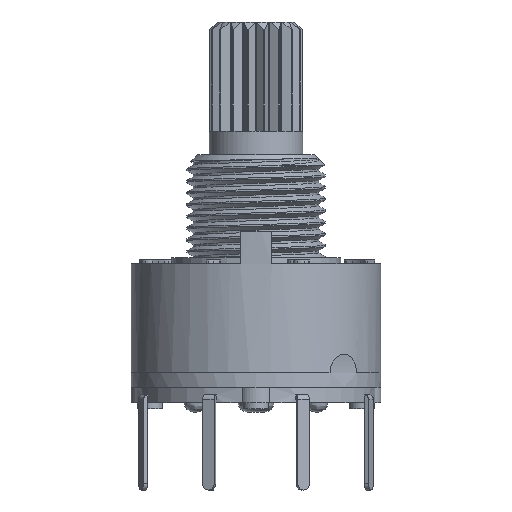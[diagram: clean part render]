
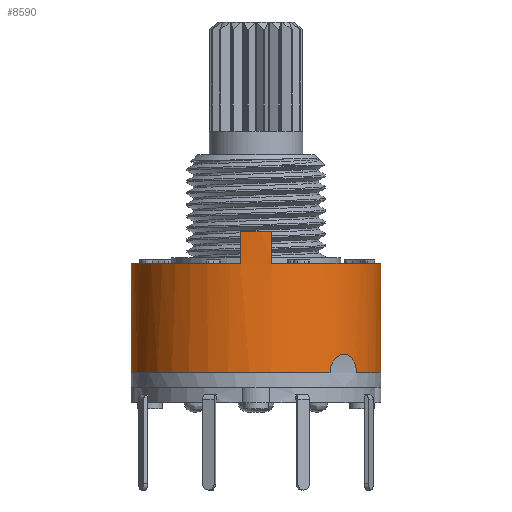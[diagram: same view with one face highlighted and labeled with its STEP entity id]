
A CAD part, left-side view. The second image highlights one B-rep face of the part: STEP entity #8590.
In plain terms, the highlighted cylindrical face has radius 8 mm (diameter 16 mm), a full revolution.
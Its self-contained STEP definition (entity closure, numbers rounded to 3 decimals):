
#239=B_SPLINE_CURVE_WITH_KNOTS('',3,(#12966,#12967,#12968,#12969,#12970,
#12971,#12972,#12973,#12974,#12975),.UNSPECIFIED.,.F.,.F.,(4,2,2,2,4),(0.,
0.045,0.091,0.136,0.181),
 .UNSPECIFIED.);
#240=B_SPLINE_CURVE_WITH_KNOTS('',3,(#12979,#12980,#12981,#12982,#12983,
#12984,#12985,#12986,#12987,#12988),.UNSPECIFIED.,.F.,.F.,(4,2,2,2,4),(0.181,
0.226,0.272,0.317,0.362),
 .UNSPECIFIED.);
#1020=FACE_OUTER_BOUND('',#1544,.T.);
#1544=EDGE_LOOP('',(#6480,#6481,#6482,#6483,#6484,#6485,#6486,#6487,#6488,
#6489,#6490,#6491,#6492,#6493,#6494,#6495,#6496,#6497,#6498,#6499,#6500,
#6501,#6502));
#2165=LINE('',#13002,#2853);
#2166=LINE('',#13006,#2854);
#2167=LINE('',#13025,#2855);
#2853=VECTOR('',#10392,10.);
#2854=VECTOR('',#10395,10.);
#2855=VECTOR('',#10414,8.);
#3371=CIRCLE('',#9216,8.);
#3372=CIRCLE('',#9217,8.);
#3373=CIRCLE('',#9218,8.);
#3374=CIRCLE('',#9219,8.);
#3375=CIRCLE('',#9220,8.);
#3376=CIRCLE('',#9221,8.);
#3377=CIRCLE('',#9222,8.);
#3378=CIRCLE('',#9223,8.);
#3379=CIRCLE('',#9224,8.);
#3380=CIRCLE('',#9225,8.);
#3381=CIRCLE('',#9226,8.);
#3382=CIRCLE('',#9227,8.);
#3383=CIRCLE('',#9228,8.);
#3384=CIRCLE('',#9229,8.);
#3385=CIRCLE('',#9230,8.);
#3386=CIRCLE('',#9231,8.);
#3387=CIRCLE('',#9232,8.);
#3797=VERTEX_POINT('',#12964);
#3798=VERTEX_POINT('',#12965);
#3799=VERTEX_POINT('',#12977);
#3800=VERTEX_POINT('',#12990);
#3801=VERTEX_POINT('',#12991);
#3802=VERTEX_POINT('',#12993);
#3803=VERTEX_POINT('',#12995);
#3804=VERTEX_POINT('',#12997);
#3805=VERTEX_POINT('',#12999);
#3806=VERTEX_POINT('',#13001);
#3807=VERTEX_POINT('',#13003);
#3808=VERTEX_POINT('',#13005);
#3809=VERTEX_POINT('',#13007);
#3810=VERTEX_POINT('',#13009);
#3811=VERTEX_POINT('',#13011);
#3812=VERTEX_POINT('',#13013);
#3813=VERTEX_POINT('',#13015);
#3814=VERTEX_POINT('',#13017);
#3815=VERTEX_POINT('',#13019);
#3816=VERTEX_POINT('',#13021);
#3817=VERTEX_POINT('',#13024);
#4794=EDGE_CURVE('',#3797,#3798,#239,.T.);
#4797=EDGE_CURVE('',#3798,#3799,#240,.T.);
#4798=EDGE_CURVE('',#3800,#3801,#3371,.T.);
#4799=EDGE_CURVE('',#3802,#3800,#3372,.T.);
#4800=EDGE_CURVE('',#3803,#3802,#3373,.T.);
#4801=EDGE_CURVE('',#3804,#3803,#3374,.T.);
#4802=EDGE_CURVE('',#3805,#3804,#3375,.T.);
#4803=EDGE_CURVE('',#3805,#3806,#2165,.T.);
#4804=EDGE_CURVE('',#3807,#3806,#3376,.T.);
#4805=EDGE_CURVE('',#3808,#3807,#2166,.T.);
#4806=EDGE_CURVE('',#3809,#3808,#3377,.T.);
#4807=EDGE_CURVE('',#3810,#3809,#3378,.T.);
#4808=EDGE_CURVE('',#3811,#3810,#3379,.T.);
#4809=EDGE_CURVE('',#3812,#3811,#3380,.T.);
#4810=EDGE_CURVE('',#3813,#3812,#3381,.T.);
#4811=EDGE_CURVE('',#3814,#3813,#3382,.T.);
#4812=EDGE_CURVE('',#3815,#3814,#3383,.T.);
#4813=EDGE_CURVE('',#3816,#3815,#3384,.T.);
#4814=EDGE_CURVE('',#3801,#3816,#3385,.T.);
#4815=EDGE_CURVE('',#3801,#3817,#2167,.T.);
#4816=EDGE_CURVE('',#3817,#3797,#3386,.T.);
#4817=EDGE_CURVE('',#3799,#3817,#3387,.T.);
#6480=ORIENTED_EDGE('',*,*,#4798,.F.);
#6481=ORIENTED_EDGE('',*,*,#4799,.F.);
#6482=ORIENTED_EDGE('',*,*,#4800,.F.);
#6483=ORIENTED_EDGE('',*,*,#4801,.F.);
#6484=ORIENTED_EDGE('',*,*,#4802,.F.);
#6485=ORIENTED_EDGE('',*,*,#4803,.T.);
#6486=ORIENTED_EDGE('',*,*,#4804,.F.);
#6487=ORIENTED_EDGE('',*,*,#4805,.F.);
#6488=ORIENTED_EDGE('',*,*,#4806,.F.);
#6489=ORIENTED_EDGE('',*,*,#4807,.F.);
#6490=ORIENTED_EDGE('',*,*,#4808,.F.);
#6491=ORIENTED_EDGE('',*,*,#4809,.F.);
#6492=ORIENTED_EDGE('',*,*,#4810,.F.);
#6493=ORIENTED_EDGE('',*,*,#4811,.F.);
#6494=ORIENTED_EDGE('',*,*,#4812,.F.);
#6495=ORIENTED_EDGE('',*,*,#4813,.F.);
#6496=ORIENTED_EDGE('',*,*,#4814,.F.);
#6497=ORIENTED_EDGE('',*,*,#4815,.T.);
#6498=ORIENTED_EDGE('',*,*,#4816,.T.);
#6499=ORIENTED_EDGE('',*,*,#4794,.T.);
#6500=ORIENTED_EDGE('',*,*,#4797,.T.);
#6501=ORIENTED_EDGE('',*,*,#4817,.T.);
#6502=ORIENTED_EDGE('',*,*,#4815,.F.);
#8367=CYLINDRICAL_SURFACE('',#9215,8.);
#8590=ADVANCED_FACE('',(#1020),#8367,.T.);
#9215=AXIS2_PLACEMENT_3D('',#12989,#10380,#10381);
#9216=AXIS2_PLACEMENT_3D('',#12992,#10382,#10383);
#9217=AXIS2_PLACEMENT_3D('',#12994,#10384,#10385);
#9218=AXIS2_PLACEMENT_3D('',#12996,#10386,#10387);
#9219=AXIS2_PLACEMENT_3D('',#12998,#10388,#10389);
#9220=AXIS2_PLACEMENT_3D('',#13000,#10390,#10391);
#9221=AXIS2_PLACEMENT_3D('',#13004,#10393,#10394);
#9222=AXIS2_PLACEMENT_3D('',#13008,#10396,#10397);
#9223=AXIS2_PLACEMENT_3D('',#13010,#10398,#10399);
#9224=AXIS2_PLACEMENT_3D('',#13012,#10400,#10401);
#9225=AXIS2_PLACEMENT_3D('',#13014,#10402,#10403);
#9226=AXIS2_PLACEMENT_3D('',#13016,#10404,#10405);
#9227=AXIS2_PLACEMENT_3D('',#13018,#10406,#10407);
#9228=AXIS2_PLACEMENT_3D('',#13020,#10408,#10409);
#9229=AXIS2_PLACEMENT_3D('',#13022,#10410,#10411);
#9230=AXIS2_PLACEMENT_3D('',#13023,#10412,#10413);
#9231=AXIS2_PLACEMENT_3D('',#13026,#10415,#10416);
#9232=AXIS2_PLACEMENT_3D('',#13027,#10417,#10418);
#10380=DIRECTION('center_axis',(0.,0.,1.));
#10381=DIRECTION('ref_axis',(-1.,0.,0.));
#10382=DIRECTION('center_axis',(0.,0.,1.));
#10383=DIRECTION('ref_axis',(-1.,0.,0.));
#10384=DIRECTION('center_axis',(0.,0.,1.));
#10385=DIRECTION('ref_axis',(-1.,0.,0.));
#10386=DIRECTION('center_axis',(0.,0.,1.));
#10387=DIRECTION('ref_axis',(-1.,0.,0.));
#10388=DIRECTION('center_axis',(0.,0.,1.));
#10389=DIRECTION('ref_axis',(-1.,0.,0.));
#10390=DIRECTION('center_axis',(0.,0.,1.));
#10391=DIRECTION('ref_axis',(-1.,0.,0.));
#10392=DIRECTION('',(0.,0.,1.));
#10393=DIRECTION('center_axis',(0.,0.,1.));
#10394=DIRECTION('ref_axis',(-0.992,0.125,0.));
#10395=DIRECTION('',(0.,0.,1.));
#10396=DIRECTION('center_axis',(0.,0.,1.));
#10397=DIRECTION('ref_axis',(-1.,0.,0.));
#10398=DIRECTION('center_axis',(0.,0.,1.));
#10399=DIRECTION('ref_axis',(-1.,0.,0.));
#10400=DIRECTION('center_axis',(0.,0.,1.));
#10401=DIRECTION('ref_axis',(-1.,0.,0.));
#10402=DIRECTION('center_axis',(0.,0.,1.));
#10403=DIRECTION('ref_axis',(-1.,0.,0.));
#10404=DIRECTION('center_axis',(0.,0.,1.));
#10405=DIRECTION('ref_axis',(-1.,0.,0.));
#10406=DIRECTION('center_axis',(0.,0.,1.));
#10407=DIRECTION('ref_axis',(-1.,0.,0.));
#10408=DIRECTION('center_axis',(0.,0.,1.));
#10409=DIRECTION('ref_axis',(-1.,0.,0.));
#10410=DIRECTION('center_axis',(0.,0.,1.));
#10411=DIRECTION('ref_axis',(-1.,0.,0.));
#10412=DIRECTION('center_axis',(0.,0.,1.));
#10413=DIRECTION('ref_axis',(-1.,0.,0.));
#10414=DIRECTION('',(0.,0.,-1.));
#10415=DIRECTION('center_axis',(0.,0.,1.));
#10416=DIRECTION('ref_axis',(-1.,0.,0.));
#10417=DIRECTION('center_axis',(0.,0.,1.));
#10418=DIRECTION('ref_axis',(-1.,0.,0.));
#12964=CARTESIAN_POINT('',(-6.441,-4.744,2.5));
#12965=CARTESIAN_POINT('',(-5.657,-5.657,3.7));
#12966=CARTESIAN_POINT('Ctrl Pts',(-6.441,-4.744,
2.5));
#12967=CARTESIAN_POINT('Ctrl Pts',(-6.441,-4.744,
2.651));
#12968=CARTESIAN_POINT('Ctrl Pts',(-6.423,-4.769,
2.812));
#12969=CARTESIAN_POINT('Ctrl Pts',(-6.349,-4.868,
3.107));
#12970=CARTESIAN_POINT('Ctrl Pts',(-6.292,-4.942,
3.242));
#12971=CARTESIAN_POINT('Ctrl Pts',(-6.158,-5.108,
3.455));
#12972=CARTESIAN_POINT('Ctrl Pts',(-6.071,-5.212,
3.547));
#12973=CARTESIAN_POINT('Ctrl Pts',(-5.874,-5.433,
3.67));
#12974=CARTESIAN_POINT('Ctrl Pts',(-5.764,-5.55,3.7));
#12975=CARTESIAN_POINT('Ctrl Pts',(-5.657,-5.657,
3.7));
#12977=CARTESIAN_POINT('',(-4.744,-6.441,2.5));
#12979=CARTESIAN_POINT('Ctrl Pts',(-5.657,-5.657,
3.7));
#12980=CARTESIAN_POINT('Ctrl Pts',(-5.55,-5.764,3.7));
#12981=CARTESIAN_POINT('Ctrl Pts',(-5.433,-5.874,
3.67));
#12982=CARTESIAN_POINT('Ctrl Pts',(-5.212,-6.071,
3.547));
#12983=CARTESIAN_POINT('Ctrl Pts',(-5.108,-6.158,
3.455));
#12984=CARTESIAN_POINT('Ctrl Pts',(-4.942,-6.292,
3.242));
#12985=CARTESIAN_POINT('Ctrl Pts',(-4.868,-6.349,
3.107));
#12986=CARTESIAN_POINT('Ctrl Pts',(-4.769,-6.423,
2.812));
#12987=CARTESIAN_POINT('Ctrl Pts',(-4.744,-6.441,
2.651));
#12988=CARTESIAN_POINT('Ctrl Pts',(-4.744,-6.441,
2.5));
#12989=CARTESIAN_POINT('Origin',(0.,0.,2.5));
#12990=CARTESIAN_POINT('',(3.143,-7.357,9.5));
#12991=CARTESIAN_POINT('',(8.,0.,9.5));
#12992=CARTESIAN_POINT('Origin',(0.,0.,9.5));
#12993=CARTESIAN_POINT('',(2.978,-7.425,9.5));
#12994=CARTESIAN_POINT('Origin',(0.,0.,9.5));
#12995=CARTESIAN_POINT('',(-7.342,-3.176,9.5));
#12996=CARTESIAN_POINT('Origin',(0.,0.,9.5));
#12997=CARTESIAN_POINT('',(-7.419,-2.993,9.5));
#12998=CARTESIAN_POINT('Origin',(0.,0.,9.5));
#12999=CARTESIAN_POINT('',(-7.938,-0.997,9.5));
#13000=CARTESIAN_POINT('Origin',(0.,0.,9.5));
#13001=CARTESIAN_POINT('',(-7.938,-0.997,11.6));
#13002=CARTESIAN_POINT('',(-7.938,-0.997,9.5));
#13003=CARTESIAN_POINT('',(-7.938,0.997,11.6));
#13004=CARTESIAN_POINT('Origin',(0.,0.,11.6));
#13005=CARTESIAN_POINT('',(-7.938,0.997,9.5));
#13006=CARTESIAN_POINT('',(-7.938,0.997,9.5));
#13007=CARTESIAN_POINT('',(-7.412,3.011,9.5));
#13008=CARTESIAN_POINT('Origin',(0.,0.,9.5));
#13009=CARTESIAN_POINT('',(-7.355,3.147,9.5));
#13010=CARTESIAN_POINT('Origin',(0.,0.,9.5));
#13011=CARTESIAN_POINT('',(-3.279,7.297,9.5));
#13012=CARTESIAN_POINT('Origin',(0.,0.,9.5));
#13013=CARTESIAN_POINT('',(-3.075,7.385,9.5));
#13014=CARTESIAN_POINT('Origin',(0.,0.,9.5));
#13015=CARTESIAN_POINT('',(2.842,7.478,9.5));
#13016=CARTESIAN_POINT('Origin',(0.,0.,9.5));
#13017=CARTESIAN_POINT('',(3.023,7.407,9.5));
#13018=CARTESIAN_POINT('Origin',(0.,0.,9.5));
#13019=CARTESIAN_POINT('',(7.415,3.003,9.5));
#13020=CARTESIAN_POINT('Origin',(0.,0.,9.5));
#13021=CARTESIAN_POINT('',(7.481,2.834,9.5));
#13022=CARTESIAN_POINT('Origin',(0.,0.,9.5));
#13023=CARTESIAN_POINT('Origin',(0.,0.,9.5));
#13024=CARTESIAN_POINT('',(8.,0.,2.5));
#13025=CARTESIAN_POINT('',(8.,0.,2.5));
#13026=CARTESIAN_POINT('Origin',(0.,0.,2.5));
#13027=CARTESIAN_POINT('Origin',(0.,0.,2.5));
